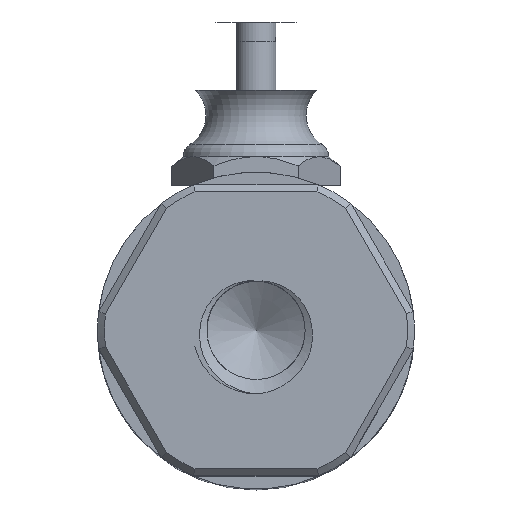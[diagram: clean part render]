
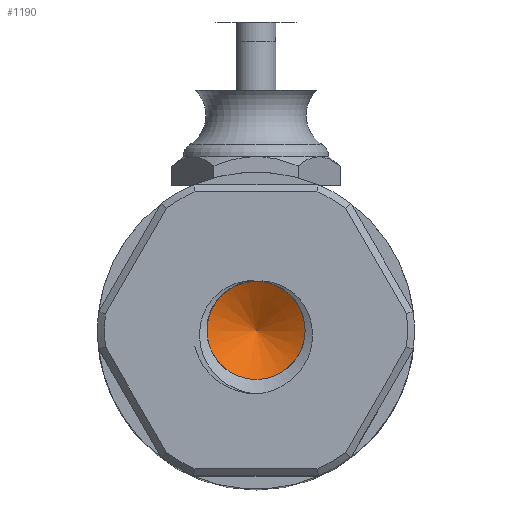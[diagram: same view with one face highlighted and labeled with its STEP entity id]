
A CAD part, top view. The second image highlights one B-rep face of the part: STEP entity #1190.
In plain terms, the highlighted conical face has half-angle 59 degrees and reference radius 1.34 mm.
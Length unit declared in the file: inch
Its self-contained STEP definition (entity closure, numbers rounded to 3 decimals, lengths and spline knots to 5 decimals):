
#61=CONICAL_SURFACE('',#1344,0.05275,1.03);
#97=CIRCLE('',#1285,0.1055);
#123=CIRCLE('',#1345,0.1055);
#190=FACE_OUTER_BOUND('',#263,.T.);
#263=EDGE_LOOP('',(#975,#976,#977,#978));
#388=LINE('',#5271,#459);
#459=VECTOR('',#1594,0.05275);
#502=VERTEX_POINT('',#4679);
#504=VERTEX_POINT('',#4692);
#557=VERTEX_POINT('',#5270);
#629=EDGE_CURVE('',#502,#504,#97,.T.);
#712=EDGE_CURVE('',#504,#502,#123,.T.);
#713=EDGE_CURVE('',#502,#557,#388,.T.);
#975=ORIENTED_EDGE('',*,*,#712,.T.);
#976=ORIENTED_EDGE('',*,*,#713,.T.);
#977=ORIENTED_EDGE('',*,*,#713,.F.);
#978=ORIENTED_EDGE('',*,*,#629,.T.);
#1190=ADVANCED_FACE('',(#190),#61,.F.);
#1285=AXIS2_PLACEMENT_3D('',#4694,#1436,#1437);
#1344=AXIS2_PLACEMENT_3D('',#5268,#1590,#1591);
#1345=AXIS2_PLACEMENT_3D('',#5269,#1592,#1593);
#1436=DIRECTION('center_axis',(0.,0.,1.));
#1437=DIRECTION('ref_axis',(1.,0.,0.));
#1590=DIRECTION('center_axis',(0.,0.,1.));
#1591=DIRECTION('ref_axis',(1.,0.,0.));
#1592=DIRECTION('center_axis',(0.,0.,1.));
#1593=DIRECTION('ref_axis',(1.,0.,0.));
#1594=DIRECTION('',(0.857,0.,-0.515));
#4679=CARTESIAN_POINT('',(-0.1055,0.,1.325));
#4692=CARTESIAN_POINT('',(0.,-0.1055,1.325));
#4694=CARTESIAN_POINT('Origin',(0.,0.,1.325));
#5268=CARTESIAN_POINT('Origin',(0.,0.,1.2933));
#5269=CARTESIAN_POINT('Origin',(0.,0.,1.325));
#5270=CARTESIAN_POINT('',(0.,0.,1.26161));
#5271=CARTESIAN_POINT('',(-0.05275,0.,1.2933));
